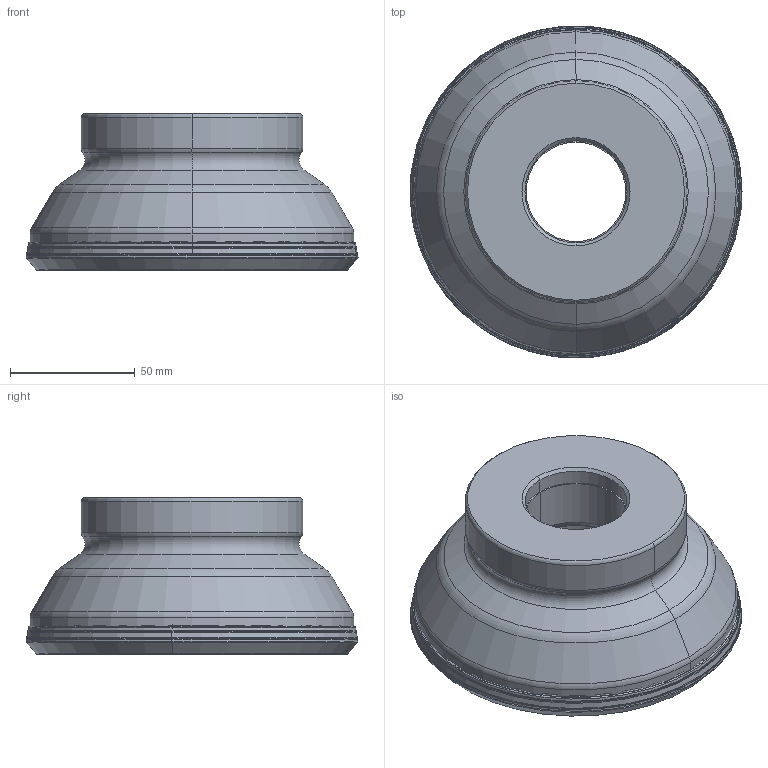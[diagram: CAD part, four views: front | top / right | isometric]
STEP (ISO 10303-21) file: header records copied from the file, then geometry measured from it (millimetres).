
FILE_DESCRIPTION(/* description */ (''),/* implementation_level */ '2;1');
FILE_NAME(/* name */ 'AHX440S-125B08AR_MR0_8.stp',/* time_stamp */ '2021-02-02T08:18:09+09:00',/* author */ (''),/* organization */ (''),/* preprocessor_version */ 'ST-DEVELOPER v16',/* originating_system */ 'SIEMENS PLM Software NX 10.0',/* authorisation */ '');
FILE_SCHEMA (('AUTOMOTIVE_DESIGN { 1 0 10303 214 3 1 1 1 }'));
Length unit declared in the file: millimetre
Products named in the file (1): AHX440S-125B08AR_MR0_8_ASM
Bounding box: 133.28 x 133.09 x 63 mm (x, y, z)
Volume: 502555.8 mm3; surface area: 65167.2 mm2
Topology: 2 solids, 2 shells, 200 faces, 528 edges, 403 vertices
Faces by surface type: torus 96, revolution 40, cone 32, cylinder 14, bspline 12, plane 6
Entity records: 7440 total; most frequent: CARTESIAN_POINT 2097, DIRECTION 1243, ORIENTED_EDGE 924, AXIS2_PLACEMENT_3D 574, EDGE_CURVE 462, CIRCLE 415, VERTEX_POINT 268, EDGE_LOOP 206
